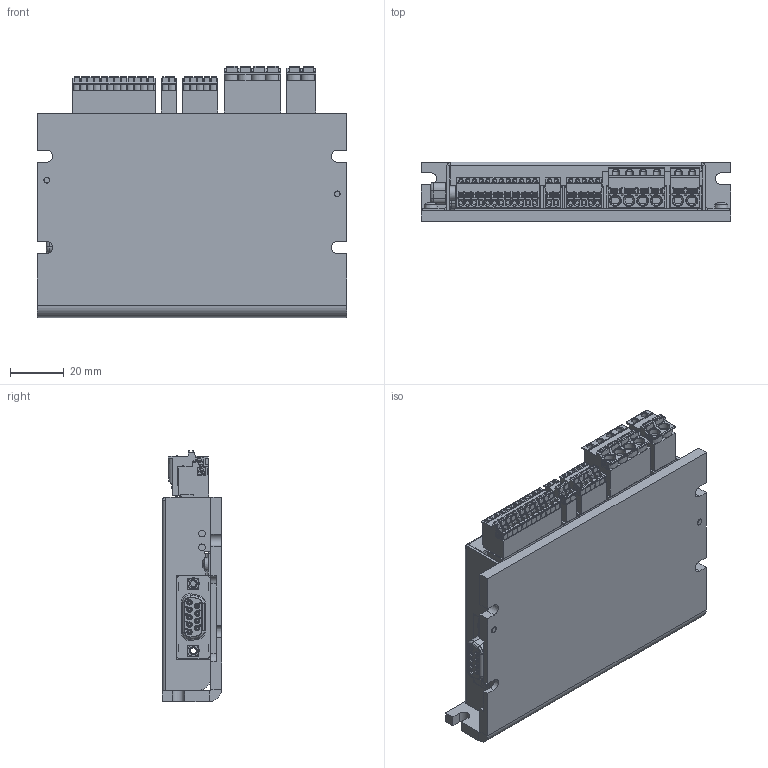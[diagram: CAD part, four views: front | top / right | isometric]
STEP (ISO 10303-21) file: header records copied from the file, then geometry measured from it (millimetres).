
FILE_DESCRIPTION((''),'2;1');
FILE_NAME('SMCI47-S.stp','2014-11-27T14:00:35',('schneid_a'),(''),'Autodesk Inventor 2010','Autodesk Inventor 2010','');
FILE_SCHEMA(('AUTOMOTIVE_DESIGN { 1 0 10303 214 1 1 1 1 }'));
Length unit declared in the file: millimetre
Products named in the file (16): SMCI47-S; Phönixstecker_FKC2.5HC_4; Phönixstecker_FK-MC0.5_2; Phönixstecker_FK-MC0.5_5; Phönixstecker_FK-MC0.5_12; Phönixstecker_FKC2.5HC_2; Conec_Winkelstecker_SMCI47; Haube_SMCI47; Leiterplatte; Grundleiste5.08_2p_1880300; Grundleiste5.08_4p_1880326; Grundleiste2.5_2p1881448; Grundleiste2.5_5p_1881477; Grundleiste2.5_12p_1881545; DIN 7985 (H) M2,5x5-H; Winkel_SMCI47
Assembly tree (16 placements, depth 2):
  SMCI47-S
    Phönixstecker_FKC2.5HC_4
    Phönixstecker_FK-MC0.5_2
    Phönixstecker_FK-MC0.5_5
    Phönixstecker_FK-MC0.5_12
    Phönixstecker_FKC2.5HC_2
    Conec_Winkelstecker_SMCI47
    Haube_SMCI47
    Leiterplatte
    Grundleiste5.08_2p_1880300
    Grundleiste5.08_4p_1880326
    Grundleiste2.5_2p1881448
    Grundleiste2.5_5p_1881477
    Grundleiste2.5_12p_1881545
    DIN 7985 (H) M2,5x5-H  x2
    Winkel_SMCI47
Bounding box: 115 x 22 x 93.3 mm (x, y, z)
Volume: 77264.4 mm3; surface area: 76686 mm2
Topology: 16 solids, 17 shells, 4510 faces, 11662 edges, 7548 vertices
Faces by surface type: plane 3061, cylinder 1005, bspline 194, cone 159, torus 74, sphere 17
Full cylindrical faces by diameter (mm): 0.434 x2, 0.457 x8, 0.6 x9, 1.01 x18, 1.2 x28, 1.4 x4, 1.5 x19, 1.56 x9, 1.6 x32, 1.65 x9, 2.1 x9, 2.156 x2, 2.275 x2, 2.5 x2, 2.8 x8, 4 x8, 4.15 x2, 4.3 x2, 5.3 x2
Entity records: 144130 total; most frequent: CARTESIAN_POINT 31179, ORIENTED_EDGE 22400, DIRECTION 21739, EDGE_CURVE 11200, VECTOR 8179, LINE 8179, VERTEX_POINT 7399, AXIS2_PLACEMENT_3D 6780
